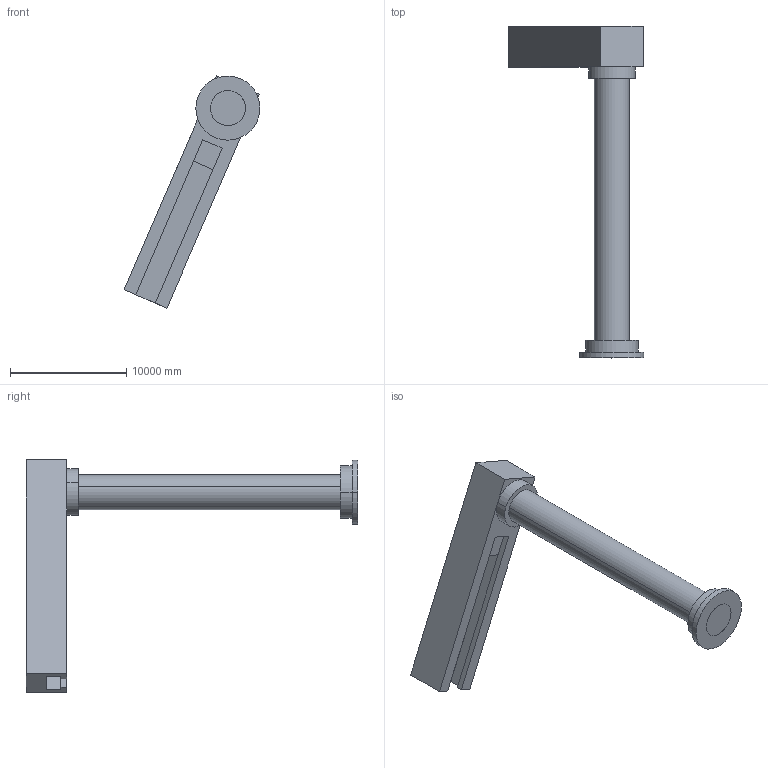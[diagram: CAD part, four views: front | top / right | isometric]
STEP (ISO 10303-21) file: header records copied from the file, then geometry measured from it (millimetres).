
FILE_DESCRIPTION((''),'2;1');
FILE_NAME('CRANE_ASSEMBLY_ASM','2025-01-28T14:31:06',('Vasil'),(''),'CREO PARAMETRIC BY PTC INC, 2023072','CREO PARAMETRIC BY PTC INC, 2023072','');
FILE_SCHEMA(('AP242_MANAGED_MODEL_BASED_3D_ENGINEERING_MIM_LF { 1 0 10303 442 1 1 4 }'));
Length unit declared in the file: millimetre
Products named in the file (5): BASE_PLATE; COLUMN; BOOM; TROLLEY; CRANE_ASSEMBLY_ASM
Assembly tree (4 placements, depth 2):
  CRANE_ASSEMBLY_ASM
    BASE_PLATE
    COLUMN
    BOOM
    TROLLEY
Bounding box: 11660.97 x 28500 x 19946.92 mm (x, y, z)
Volume: 422593135446.4 mm3; surface area: 772991018 mm2
Topology: 4 solids, 4 shells, 40 faces, 86 edges, 56 vertices
Faces by surface type: plane 28, cylinder 12
Entity records: 1478 total; most frequent: DIRECTION 208, CARTESIAN_POINT 204, ORIENTED_EDGE 172, EDGE_CURVE 86, AXIS2_PLACEMENT_3D 73, VECTOR 62, LINE 62, VERTEX_POINT 56
